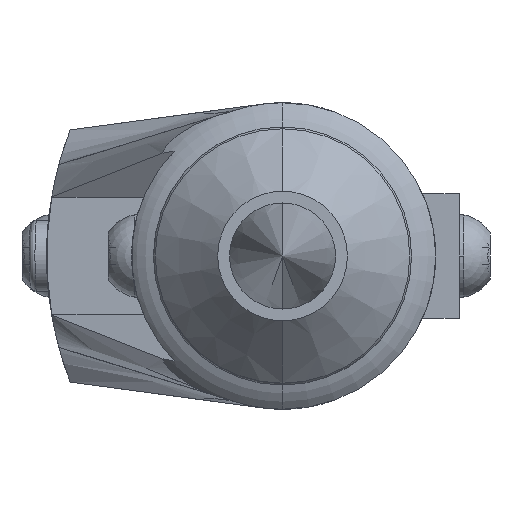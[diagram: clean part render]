
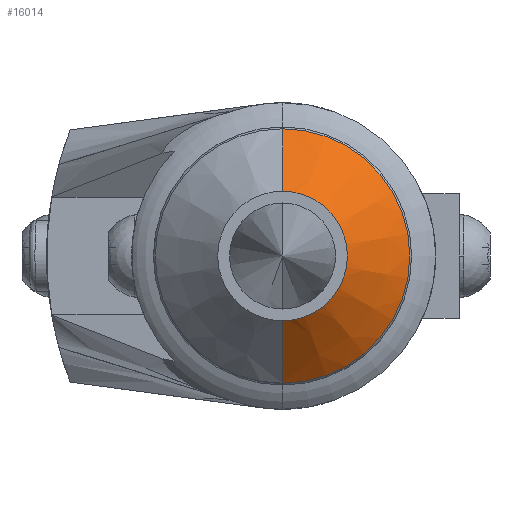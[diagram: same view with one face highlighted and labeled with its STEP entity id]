
A CAD part, left-side view. The second image highlights one B-rep face of the part: STEP entity #16014.
In plain terms, the highlighted conical face has half-angle 46.273 degrees and reference radius 5.475 mm.
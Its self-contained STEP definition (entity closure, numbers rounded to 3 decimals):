
#240 = DIRECTION ( 'NONE',  ( 0.691, 0., -0.723 ) ) ;
#1126 = EDGE_CURVE ( 'NONE', #9927, #12545, #4543, .T. ) ;
#1799 = DIRECTION ( 'NONE',  ( 0., 0., -1. ) ) ;
#2550 = CARTESIAN_POINT ( 'NONE',  ( -3.35, 0., 5.475 ) ) ;
#2722 = CARTESIAN_POINT ( 'NONE',  ( -3.424, 0., 5.398 ) ) ;
#3015 = LINE ( 'NONE', #13034, #15830 ) ;
#3344 = ORIENTED_EDGE ( 'NONE', *, *, #18380, .T. ) ;
#3621 = VERTEX_POINT ( 'NONE', #12224 ) ;
#4543 = LINE ( 'NONE', #2550, #13312 ) ;
#5067 = AXIS2_PLACEMENT_3D ( 'NONE', #14563, #11418, #13151 ) ;
#5484 = EDGE_CURVE ( 'NONE', #18232, #9927, #9861, .T. ) ;
#7324 = CONICAL_SURFACE ( 'NONE', #9902, 5.475, 0.808 ) ;
#7837 = CARTESIAN_POINT ( 'NONE',  ( -3.35, 0., 0. ) ) ;
#8095 = FACE_OUTER_BOUND ( 'NONE', #9167, .T. ) ;
#8541 = CIRCLE ( 'NONE', #5067, 5.398 ) ;
#9167 = EDGE_LOOP ( 'NONE', ( #12001, #13229, #10176, #3344 ) ) ;
#9861 = CIRCLE ( 'NONE', #16843, 2.6 ) ;
#9902 = AXIS2_PLACEMENT_3D ( 'NONE', #7837, #17621, #1799 ) ;
#9927 = VERTEX_POINT ( 'NONE', #20815 ) ;
#10176 = ORIENTED_EDGE ( 'NONE', *, *, #18795, .T. ) ;
#10435 = DIRECTION ( 'NONE',  ( 0., 0., 1. ) ) ;
#11418 = DIRECTION ( 'NONE',  ( -1., 0., 0. ) ) ;
#11834 = CARTESIAN_POINT ( 'NONE',  ( -6.1, 0., 0. ) ) ;
#12001 = ORIENTED_EDGE ( 'NONE', *, *, #1126, .F. ) ;
#12224 = CARTESIAN_POINT ( 'NONE',  ( -3.424, 0., -5.398 ) ) ;
#12545 = VERTEX_POINT ( 'NONE', #2722 ) ;
#13034 = CARTESIAN_POINT ( 'NONE',  ( -3.35, 0., -5.475 ) ) ;
#13151 = DIRECTION ( 'NONE',  ( 0., 0., 1. ) ) ;
#13229 = ORIENTED_EDGE ( 'NONE', *, *, #5484, .F. ) ;
#13312 = VECTOR ( 'NONE', #16822, 1000. ) ;
#14563 = CARTESIAN_POINT ( 'NONE',  ( -3.424, 0., 0. ) ) ;
#15830 = VECTOR ( 'NONE', #240, 1000. ) ;
#16014 = ADVANCED_FACE ( 'NONE', ( #8095 ), #7324, .T. ) ;
#16543 = DIRECTION ( 'NONE',  ( -1., 0., 0. ) ) ;
#16822 = DIRECTION ( 'NONE',  ( 0.691, 0., 0.723 ) ) ;
#16843 = AXIS2_PLACEMENT_3D ( 'NONE', #11834, #16543, #10435 ) ;
#17621 = DIRECTION ( 'NONE',  ( 1., 0., 0. ) ) ;
#18232 = VERTEX_POINT ( 'NONE', #19354 ) ;
#18380 = EDGE_CURVE ( 'NONE', #3621, #12545, #8541, .T. ) ;
#18795 = EDGE_CURVE ( 'NONE', #18232, #3621, #3015, .T. ) ;
#19354 = CARTESIAN_POINT ( 'NONE',  ( -6.1, 0., -2.6 ) ) ;
#20815 = CARTESIAN_POINT ( 'NONE',  ( -6.1, 0., 2.6 ) ) ;
